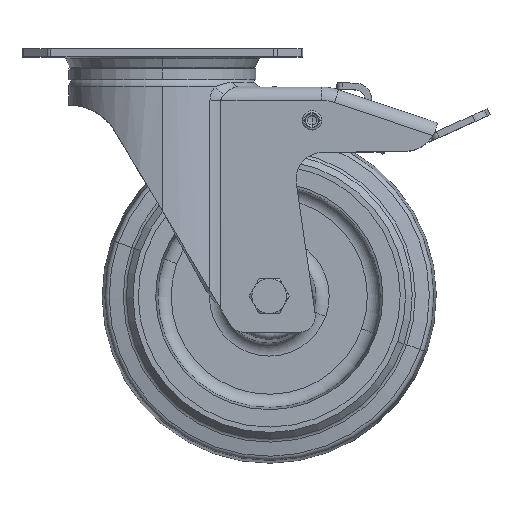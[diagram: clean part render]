
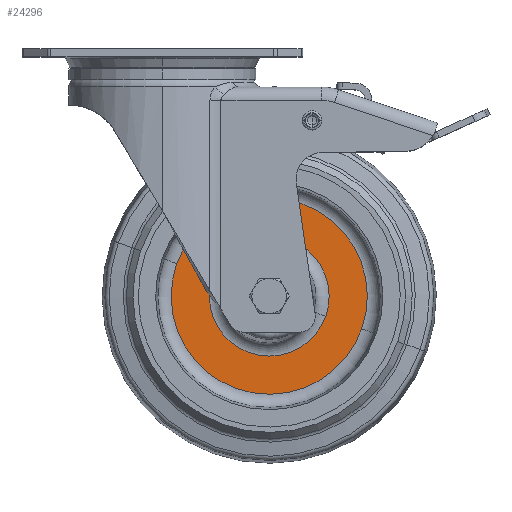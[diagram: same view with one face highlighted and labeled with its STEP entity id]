
A CAD part, top view. The second image highlights one B-rep face of the part: STEP entity #24296.
In plain terms, the highlighted planar face has unit normal (0, 0, 1).
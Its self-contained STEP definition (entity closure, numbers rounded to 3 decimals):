
#1666 = DIRECTION ( 'NONE',  ( 0., 0., -1. ) ) ;
#2423 = DIRECTION ( 'NONE',  ( 0., 0., -1. ) ) ;
#2444 = CARTESIAN_POINT ( 'NONE',  ( 18.863, -85.026, 4. ) ) ;
#3133 = ORIENTED_EDGE ( 'NONE', *, *, #27168, .T. ) ;
#4136 = EDGE_LOOP ( 'NONE', ( #11827, #3133 ) ) ;
#4705 = CARTESIAN_POINT ( 'NONE',  ( 45.946, -75.683, 4. ) ) ;
#4765 = DIRECTION ( 'NONE',  ( -0.943, 0.333, 0. ) ) ;
#5746 = CARTESIAN_POINT ( 'NONE',  ( 40., -92.5, 4. ) ) ;
#7201 = DIRECTION ( 'NONE',  ( 0., 0., 1. ) ) ;
#7580 = DIRECTION ( 'NONE',  ( 0., 0., -1. ) ) ;
#7688 = VERTEX_POINT ( 'NONE', #19328 ) ;
#8649 = CARTESIAN_POINT ( 'NONE',  ( 40., -92.5, 4. ) ) ;
#8790 = CARTESIAN_POINT ( 'NONE',  ( 5.405, -80.268, 4. ) ) ;
#8864 = AXIS2_PLACEMENT_3D ( 'NONE', #8649, #7580, #15003 ) ;
#9997 = DIRECTION ( 'NONE',  ( 0., 0., 1. ) ) ;
#11666 = PLANE ( 'NONE',  #27642 ) ;
#11827 = ORIENTED_EDGE ( 'NONE', *, *, #16371, .T. ) ;
#12279 = DIRECTION ( 'NONE',  ( -0.943, 0.333, 0. ) ) ;
#12325 = EDGE_CURVE ( 'NONE', #22556, #21387, #30271, .T. ) ;
#12573 = CIRCLE ( 'NONE', #31196, 36.694 ) ;
#12834 = ORIENTED_EDGE ( 'NONE', *, *, #20853, .T. ) ;
#15003 = DIRECTION ( 'NONE',  ( -0.943, 0.333, 0. ) ) ;
#15265 = AXIS2_PLACEMENT_3D ( 'NONE', #24590, #2423, #12279 ) ;
#16371 = EDGE_CURVE ( 'NONE', #30908, #7688, #12573, .T. ) ;
#16928 = AXIS2_PLACEMENT_3D ( 'NONE', #5746, #9997, #20613 ) ;
#17122 = FACE_OUTER_BOUND ( 'NONE', #4136, .T. ) ;
#18166 = ORIENTED_EDGE ( 'NONE', *, *, #12325, .T. ) ;
#19328 = CARTESIAN_POINT ( 'NONE',  ( 74.595, -104.732, 4. ) ) ;
#20613 = DIRECTION ( 'NONE',  ( -0.943, 0.333, 0. ) ) ;
#20853 = EDGE_CURVE ( 'NONE', #21387, #22556, #27485, .T. ) ;
#21387 = VERTEX_POINT ( 'NONE', #2444 ) ;
#22303 = EDGE_LOOP ( 'NONE', ( #12834, #18166 ) ) ;
#22556 = VERTEX_POINT ( 'NONE', #27811 ) ;
#23859 = CARTESIAN_POINT ( 'NONE',  ( 40., -92.5, 4. ) ) ;
#23964 = DIRECTION ( 'NONE',  ( -0.943, 0.333, 0. ) ) ;
#24296 = ADVANCED_FACE ( 'NONE', ( #17122, #31230 ), #11666, .F. ) ;
#24590 = CARTESIAN_POINT ( 'NONE',  ( 40., -92.5, 4. ) ) ;
#25230 = CIRCLE ( 'NONE', #16928, 36.694 ) ;
#27168 = EDGE_CURVE ( 'NONE', #7688, #30908, #25230, .T. ) ;
#27485 = CIRCLE ( 'NONE', #8864, 22.419 ) ;
#27642 = AXIS2_PLACEMENT_3D ( 'NONE', #4705, #1666, #23964 ) ;
#27811 = CARTESIAN_POINT ( 'NONE',  ( 61.137, -99.974, 4. ) ) ;
#30271 = CIRCLE ( 'NONE', #15265, 22.419 ) ;
#30908 = VERTEX_POINT ( 'NONE', #8790 ) ;
#31196 = AXIS2_PLACEMENT_3D ( 'NONE', #23859, #7201, #4765 ) ;
#31230 = FACE_BOUND ( 'NONE', #22303, .T. ) ;
